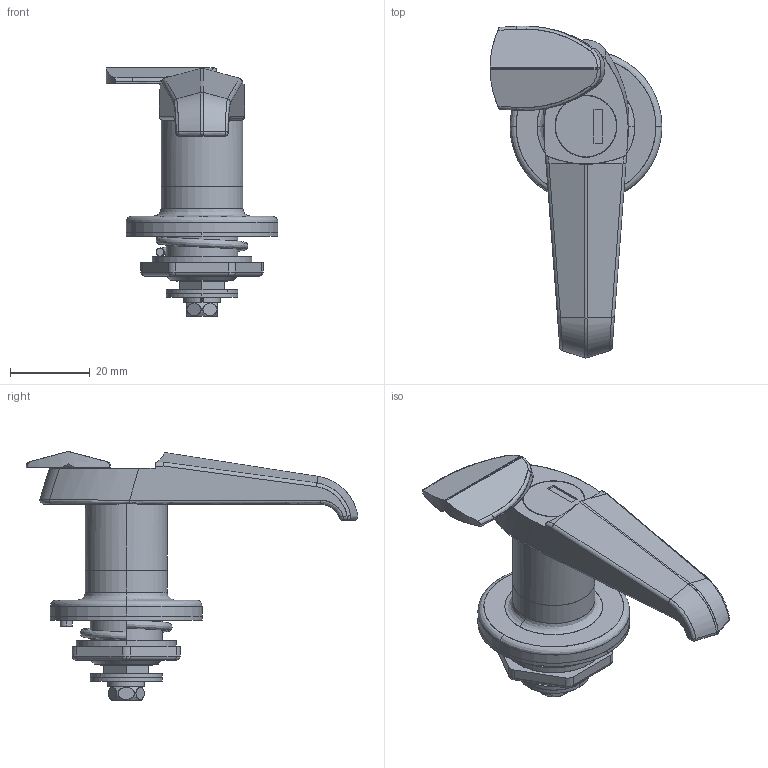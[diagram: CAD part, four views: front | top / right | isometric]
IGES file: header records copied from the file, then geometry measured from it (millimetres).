
Start section: SolidWorks IGES file using analytic representation for surfaces
Global section: file name: A-140-5-1-TAK60.IGS,15; native system: HSolidWorks 2012; preprocessor: SolidWorks 2012; author: 1337yo; date: 160323.140941; units: millimetre
Bounding box: 43 x 83.08 x 62.3 mm (x, y, z)
Surface area: 20881.3 mm2 (no closed solid volume)
Topology: 0 solids, 0 shells, 321 faces, 4844 edges, 4833 vertices
Faces by surface type: bspline 174, revolution 147
